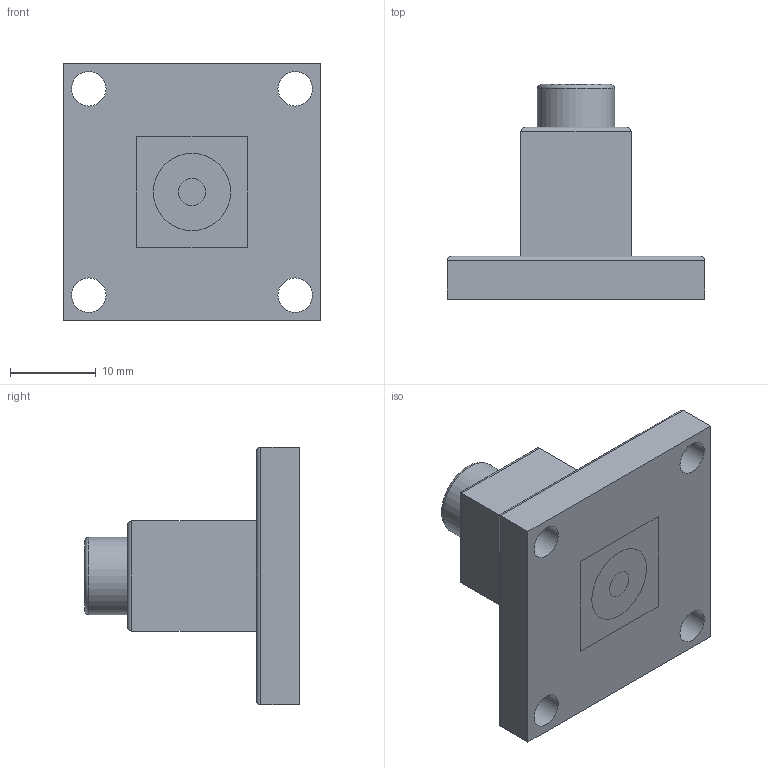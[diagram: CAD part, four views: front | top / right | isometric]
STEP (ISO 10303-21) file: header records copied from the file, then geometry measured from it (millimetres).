
FILE_DESCRIPTION(/* description */ (''),/* implementation_level */ '2;1');
FILE_NAME(/* name */ 'XTC-Holder v0.step',/* time_stamp */ '2016-04-07T08:59:26+02:00',/* author */ (''),/* organization */ (''),/* preprocessor_version */ 'ST-DEVELOPER v16.2',/* originating_system */ 'Autodesk Translation Framework v4.3.0.3010',/* authorisation */ '');
FILE_SCHEMA (('AUTOMOTIVE_DESIGN { 1 0 10303 214 3 1 1 }'));
Length unit declared in the file: centimetre
Products named in the file (1): XTC-Holder v0
Bounding box: 30 x 25 x 30 mm (x, y, z)
Volume: 8740.4 mm3; surface area: 5098.2 mm2
Topology: 3 solids, 3 shells, 39 faces, 87 edges, 50 vertices
Faces by surface type: plane 18, cylinder 15, torus 6
Full cylindrical faces by diameter (mm): 3.19 x2, 4 x4, 9 x1
Entity records: 1024 total; most frequent: DIRECTION 184, CARTESIAN_POINT 160, ORIENTED_EDGE 144, EDGE_CURVE 72, AXIS2_PLACEMENT_3D 72, EDGE_LOOP 60, VERTEX_POINT 48, LINE 40
